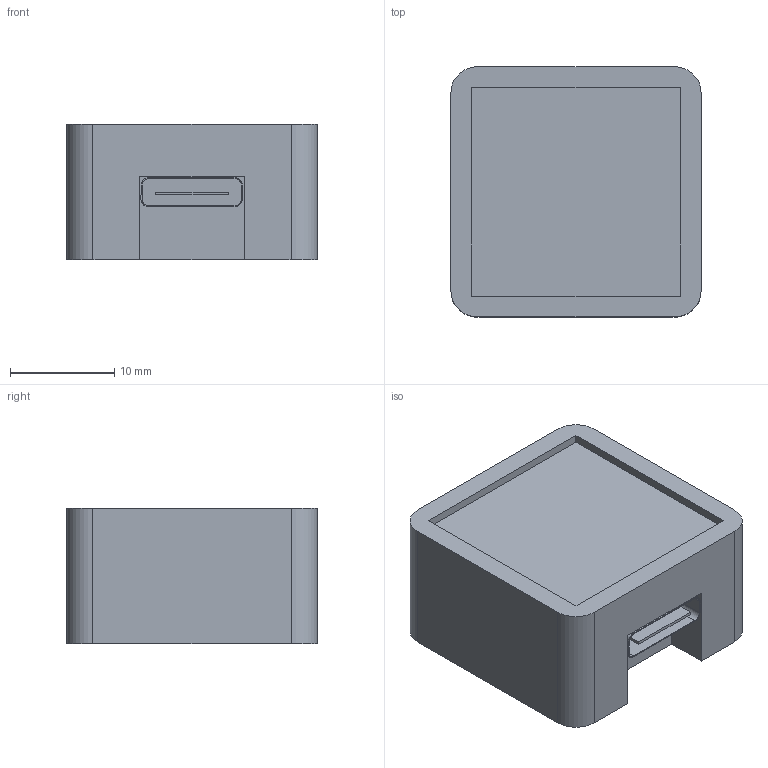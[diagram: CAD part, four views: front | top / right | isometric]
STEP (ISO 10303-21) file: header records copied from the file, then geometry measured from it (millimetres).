
FILE_DESCRIPTION(/* description */ (''),/* implementation_level */ '2;1');
FILE_NAME(/* name */ 'M5_ATOM_MATRIX_ESP32 v2.step',/* time_stamp */ '2020-12-14T14:13:26+01:00',/* author */ (''),/* organization */ (''),/* preprocessor_version */ 'ST-DEVELOPER v18.1',/* originating_system */ 'Autodesk Translation Framework v9.7.1.1290',/* authorisation */ '');
FILE_SCHEMA (('AUTOMOTIVE_DESIGN { 1 0 10303 214 3 1 1 }'));
Length unit declared in the file: millimetre
Products named in the file (1): M5_ATOM_MATRIX_ESP32
Bounding box: 24 x 24 x 13 mm (x, y, z)
Volume: 6312.3 mm3; surface area: 4067.6 mm2
Topology: 4 solids, 4 shells, 60 faces, 144 edges, 96 vertices
Faces by surface type: plane 48, cylinder 12
Entity records: 1783 total; most frequent: CARTESIAN_POINT 301, DIRECTION 290, ORIENTED_EDGE 288, EDGE_CURVE 144, LINE 120, VECTOR 120, VERTEX_POINT 96, AXIS2_PLACEMENT_3D 85
